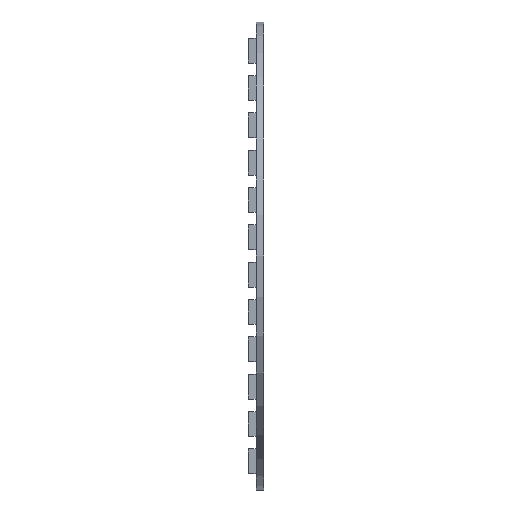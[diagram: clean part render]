
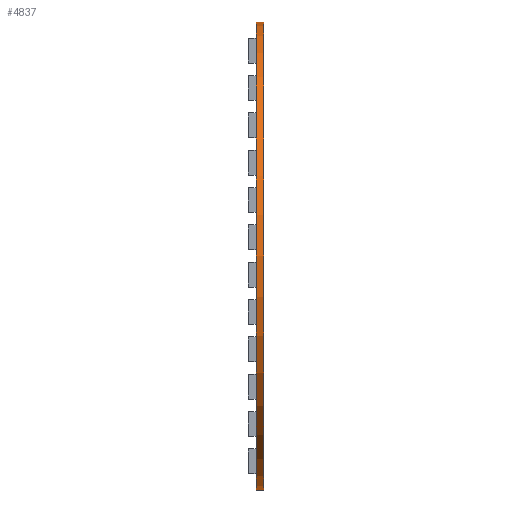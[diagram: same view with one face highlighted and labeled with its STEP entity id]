
A CAD part, left-side view. The second image highlights one B-rep face of the part: STEP entity #4837.
In plain terms, the highlighted cylindrical face has radius 47 mm (diameter 94 mm), a partial arc.
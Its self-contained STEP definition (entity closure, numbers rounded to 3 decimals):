
#3951 = EDGE_LOOP ( 'NONE', ( #19392, #15909, #30743, #47624 ) ) ;
#4316 = DIRECTION ( 'NONE',  ( 0., -1., 0. ) ) ;
#4837 = ADVANCED_FACE ( 'NONE', ( #19919 ), #16167, .T. ) ;
#4840 = CIRCLE ( 'NONE', #43443, 47. ) ;
#5134 = VECTOR ( 'NONE', #41314, 1000. ) ;
#6779 = LINE ( 'NONE', #26365, #12455 ) ;
#7278 = DIRECTION ( 'NONE',  ( 0., -1., 0. ) ) ;
#9690 = CARTESIAN_POINT ( 'NONE',  ( 0., 0., 0. ) ) ;
#9933 = DIRECTION ( 'NONE',  ( 0., 0., 1. ) ) ;
#11117 = EDGE_CURVE ( 'NONE', #25470, #19803, #17912, .T. ) ;
#12249 = CARTESIAN_POINT ( 'NONE',  ( 0., 0., 47. ) ) ;
#12455 = VECTOR ( 'NONE', #7278, 1000. ) ;
#13494 = CARTESIAN_POINT ( 'NONE',  ( 0., 1.5, 0. ) ) ;
#14203 = EDGE_CURVE ( 'NONE', #27266, #19803, #4840, .T. ) ;
#15909 = ORIENTED_EDGE ( 'NONE', *, *, #16119, .F. ) ;
#16119 = EDGE_CURVE ( 'NONE', #30250, #25470, #18603, .T. ) ;
#16167 = CYLINDRICAL_SURFACE ( 'NONE', #37674, 47. ) ;
#17244 = DIRECTION ( 'NONE',  ( 0., 1., 0. ) ) ;
#17912 = LINE ( 'NONE', #26665, #5134 ) ;
#18603 = CIRCLE ( 'NONE', #19397, 47. ) ;
#18853 = CARTESIAN_POINT ( 'NONE',  ( 0., 1.5, 47. ) ) ;
#19392 = ORIENTED_EDGE ( 'NONE', *, *, #11117, .F. ) ;
#19397 = AXIS2_PLACEMENT_3D ( 'NONE', #13494, #47957, #35845 ) ;
#19803 = VERTEX_POINT ( 'NONE', #12249 ) ;
#19919 = FACE_OUTER_BOUND ( 'NONE', #3951, .T. ) ;
#23947 = CARTESIAN_POINT ( 'NONE',  ( 0., 1.5, 0. ) ) ;
#24196 = DIRECTION ( 'NONE',  ( 0., 0., -1. ) ) ;
#25470 = VERTEX_POINT ( 'NONE', #18853 ) ;
#26365 = CARTESIAN_POINT ( 'NONE',  ( 0., 1.5, -47. ) ) ;
#26665 = CARTESIAN_POINT ( 'NONE',  ( 0., 1.5, 47. ) ) ;
#27266 = VERTEX_POINT ( 'NONE', #40832 ) ;
#30250 = VERTEX_POINT ( 'NONE', #46570 ) ;
#30743 = ORIENTED_EDGE ( 'NONE', *, *, #46264, .T. ) ;
#35845 = DIRECTION ( 'NONE',  ( 0., 0., 1. ) ) ;
#37674 = AXIS2_PLACEMENT_3D ( 'NONE', #23947, #4316, #24196 ) ;
#40832 = CARTESIAN_POINT ( 'NONE',  ( 0., 0., -47. ) ) ;
#41314 = DIRECTION ( 'NONE',  ( 0., -1., 0. ) ) ;
#43443 = AXIS2_PLACEMENT_3D ( 'NONE', #9690, #17244, #9933 ) ;
#46264 = EDGE_CURVE ( 'NONE', #30250, #27266, #6779, .T. ) ;
#46570 = CARTESIAN_POINT ( 'NONE',  ( 0., 1.5, -47. ) ) ;
#47624 = ORIENTED_EDGE ( 'NONE', *, *, #14203, .T. ) ;
#47957 = DIRECTION ( 'NONE',  ( 0., 1., 0. ) ) ;
